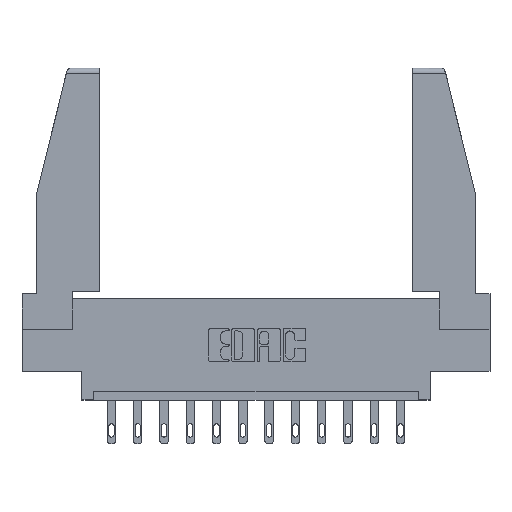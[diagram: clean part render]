
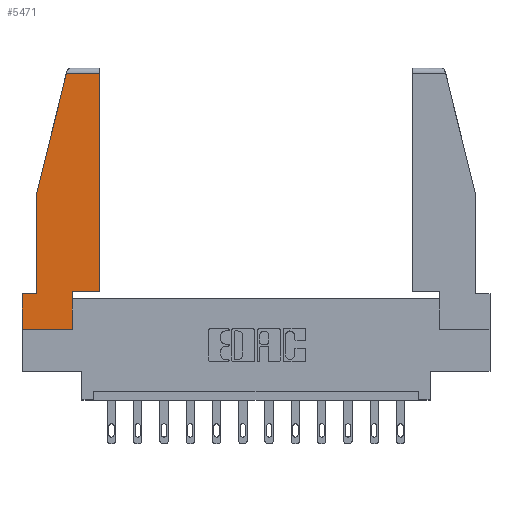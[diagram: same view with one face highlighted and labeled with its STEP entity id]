
A CAD part, top view. The second image highlights one B-rep face of the part: STEP entity #5471.
In plain terms, the highlighted planar face has unit normal (0, 0, 1).
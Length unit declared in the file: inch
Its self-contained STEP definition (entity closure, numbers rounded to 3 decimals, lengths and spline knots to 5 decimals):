
#121 = CARTESIAN_POINT ( 'NONE',  ( 0.2636, 1.52, 0. ) ) ;
#767 = DIRECTION ( 'NONE',  ( 0., -1., 0. ) ) ;
#1035 = CARTESIAN_POINT ( 'NONE',  ( 0., 0.21, 0. ) ) ;
#1057 = VECTOR ( 'NONE', #12645, 39.37008 ) ;
#1164 = DIRECTION ( 'NONE',  ( 0., -1., 0. ) ) ;
#1211 = VECTOR ( 'NONE', #9541, 39.37008 ) ;
#1557 = ORIENTED_EDGE ( 'NONE', *, *, #12114, .T. ) ;
#1684 = EDGE_CURVE ( 'NONE', #9094, #6950, #13448, .T. ) ;
#1819 = CARTESIAN_POINT ( 'NONE',  ( 0.461, 0.223, 0. ) ) ;
#2366 = ORIENTED_EDGE ( 'NONE', *, *, #10158, .T. ) ;
#2405 = VECTOR ( 'NONE', #12501, 39.37008 ) ;
#2515 = DIRECTION ( 'NONE',  ( -0.239, -0.971, 0. ) ) ;
#3148 = VERTEX_POINT ( 'NONE', #1819 ) ;
#3313 = AXIS2_PLACEMENT_3D ( 'NONE', #14889, #5275, #6416 ) ;
#3349 = VERTEX_POINT ( 'NONE', #7700 ) ;
#3644 = CARTESIAN_POINT ( 'NONE',  ( 0., 0.21, 0. ) ) ;
#3951 = FACE_OUTER_BOUND ( 'NONE', #10384, .T. ) ;
#4214 = LINE ( 'NONE', #4424, #1057 ) ;
#4228 = ORIENTED_EDGE ( 'NONE', *, *, #8260, .T. ) ;
#4324 = ORIENTED_EDGE ( 'NONE', *, *, #9818, .T. ) ;
#4424 = CARTESIAN_POINT ( 'NONE',  ( 0.461, 0.223, 0. ) ) ;
#4433 = VERTEX_POINT ( 'NONE', #121 ) ;
#4727 = CARTESIAN_POINT ( 'NONE',  ( 0.297, 0.223, 0. ) ) ;
#5275 = DIRECTION ( 'NONE',  ( 0., 0., 1. ) ) ;
#5471 = ADVANCED_FACE ( 'NONE', ( #3951 ), #10024, .T. ) ;
#6034 = CARTESIAN_POINT ( 'NONE',  ( 0.086, 0.21, 0. ) ) ;
#6058 = CARTESIAN_POINT ( 'NONE',  ( 0.271, 1.55, 0. ) ) ;
#6306 = LINE ( 'NONE', #1035, #14625 ) ;
#6416 = DIRECTION ( 'NONE',  ( 1., 0., 0. ) ) ;
#6597 = CARTESIAN_POINT ( 'NONE',  ( 0.086, 0.8, 0. ) ) ;
#6858 = CARTESIAN_POINT ( 'NONE',  ( 0., 1.52, 0. ) ) ;
#6860 = VECTOR ( 'NONE', #13452, 39.37008 ) ;
#6950 = VERTEX_POINT ( 'NONE', #11847 ) ;
#7513 = CARTESIAN_POINT ( 'NONE',  ( 0.086, 0.8, 0. ) ) ;
#7682 = EDGE_CURVE ( 'NONE', #14846, #4433, #10625, .T. ) ;
#7700 = CARTESIAN_POINT ( 'NONE',  ( 0.297, 0.223, 0. ) ) ;
#8016 = EDGE_CURVE ( 'NONE', #3349, #3148, #12094, .T. ) ;
#8163 = DIRECTION ( 'NONE',  ( -1., 0., 0. ) ) ;
#8260 = EDGE_CURVE ( 'NONE', #8471, #12015, #10788, .T. ) ;
#8281 = ORIENTED_EDGE ( 'NONE', *, *, #11485, .T. ) ;
#8376 = CARTESIAN_POINT ( 'NONE',  ( 0., 0., 0. ) ) ;
#8471 = VERTEX_POINT ( 'NONE', #7513 ) ;
#8828 = VECTOR ( 'NONE', #1164, 39.37008 ) ;
#9094 = VERTEX_POINT ( 'NONE', #8376 ) ;
#9520 = VECTOR ( 'NONE', #11448, 39.37008 ) ;
#9541 = DIRECTION ( 'NONE',  ( -1., 0., 0. ) ) ;
#9818 = EDGE_CURVE ( 'NONE', #6950, #3349, #10564, .T. ) ;
#10024 = PLANE ( 'NONE',  #3313 ) ;
#10158 = EDGE_CURVE ( 'NONE', #12015, #13549, #6306, .T. ) ;
#10384 = EDGE_LOOP ( 'NONE', ( #1557, #12110, #8281, #4228, #2366, #13858, #13123, #4324, #10772 ) ) ;
#10410 = VECTOR ( 'NONE', #767, 39.37008 ) ;
#10564 = LINE ( 'NONE', #14772, #6860 ) ;
#10625 = LINE ( 'NONE', #6858, #1211 ) ;
#10772 = ORIENTED_EDGE ( 'NONE', *, *, #8016, .T. ) ;
#10788 = LINE ( 'NONE', #6597, #10410 ) ;
#11231 = LINE ( 'NONE', #14214, #8828 ) ;
#11448 = DIRECTION ( 'NONE',  ( 1., 0., 0. ) ) ;
#11485 = EDGE_CURVE ( 'NONE', #4433, #8471, #11612, .T. ) ;
#11490 = EDGE_CURVE ( 'NONE', #13549, #9094, #11231, .T. ) ;
#11612 = LINE ( 'NONE', #6058, #14189 ) ;
#11847 = CARTESIAN_POINT ( 'NONE',  ( 0.297, 0., 0. ) ) ;
#12015 = VERTEX_POINT ( 'NONE', #6034 ) ;
#12094 = LINE ( 'NONE', #4727, #9520 ) ;
#12110 = ORIENTED_EDGE ( 'NONE', *, *, #7682, .T. ) ;
#12114 = EDGE_CURVE ( 'NONE', #3148, #14846, #4214, .T. ) ;
#12501 = DIRECTION ( 'NONE',  ( 1., 0., 0. ) ) ;
#12645 = DIRECTION ( 'NONE',  ( 0., 1., 0. ) ) ;
#13120 = CARTESIAN_POINT ( 'NONE',  ( 0.461, 1.52, 0. ) ) ;
#13123 = ORIENTED_EDGE ( 'NONE', *, *, #1684, .T. ) ;
#13448 = LINE ( 'NONE', #13756, #2405 ) ;
#13452 = DIRECTION ( 'NONE',  ( 0., 1., 0. ) ) ;
#13549 = VERTEX_POINT ( 'NONE', #3644 ) ;
#13756 = CARTESIAN_POINT ( 'NONE',  ( 0., 0., 0. ) ) ;
#13858 = ORIENTED_EDGE ( 'NONE', *, *, #11490, .T. ) ;
#14189 = VECTOR ( 'NONE', #2515, 39.37008 ) ;
#14214 = CARTESIAN_POINT ( 'NONE',  ( 0., 0.21, 0. ) ) ;
#14625 = VECTOR ( 'NONE', #8163, 39.37008 ) ;
#14772 = CARTESIAN_POINT ( 'NONE',  ( 0.297, 0., 0. ) ) ;
#14846 = VERTEX_POINT ( 'NONE', #13120 ) ;
#14889 = CARTESIAN_POINT ( 'NONE',  ( 0., 0., 0. ) ) ;
